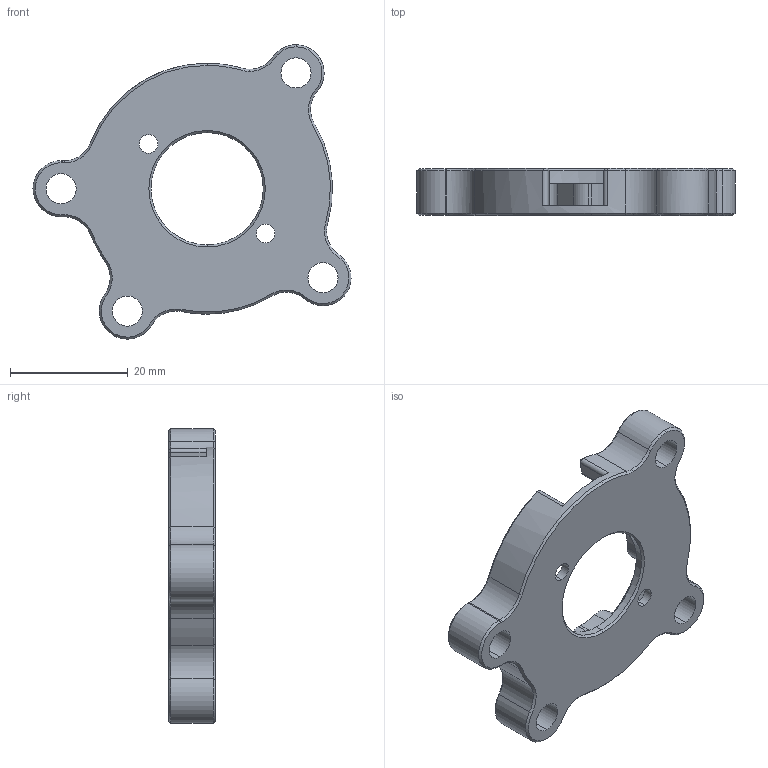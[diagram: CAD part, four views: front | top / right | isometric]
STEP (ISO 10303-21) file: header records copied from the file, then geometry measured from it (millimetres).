
FILE_DESCRIPTION (( 'STEP AP214' ), '1' );
FILE_NAME ('Wep Motor Mount.STEP', '2023-12-16T23:26:09', ( '' ), ( '' ), 'SwSTEP 2.0', 'SolidWorks 2023', '' );
FILE_SCHEMA (( 'AUTOMOTIVE_DESIGN' ));
Length unit declared in the file: inch
Products named in the file (1): Wep Motor Mount
Bounding box: 53.93 x 7.95 x 49.92 mm (x, y, z)
Volume: 6853.9 mm3; surface area: 5291.7 mm2
Topology: 1 solids, 1 shells, 129 faces, 329 edges, 202 vertices
Faces by surface type: cylinder 59, cone 54, plane 16
Entity records: 3986 total; most frequent: DIRECTION 773, CARTESIAN_POINT 661, ORIENTED_EDGE 658, EDGE_CURVE 329, AXIS2_PLACEMENT_3D 314, VERTEX_POINT 202, CIRCLE 184, VECTOR 145
